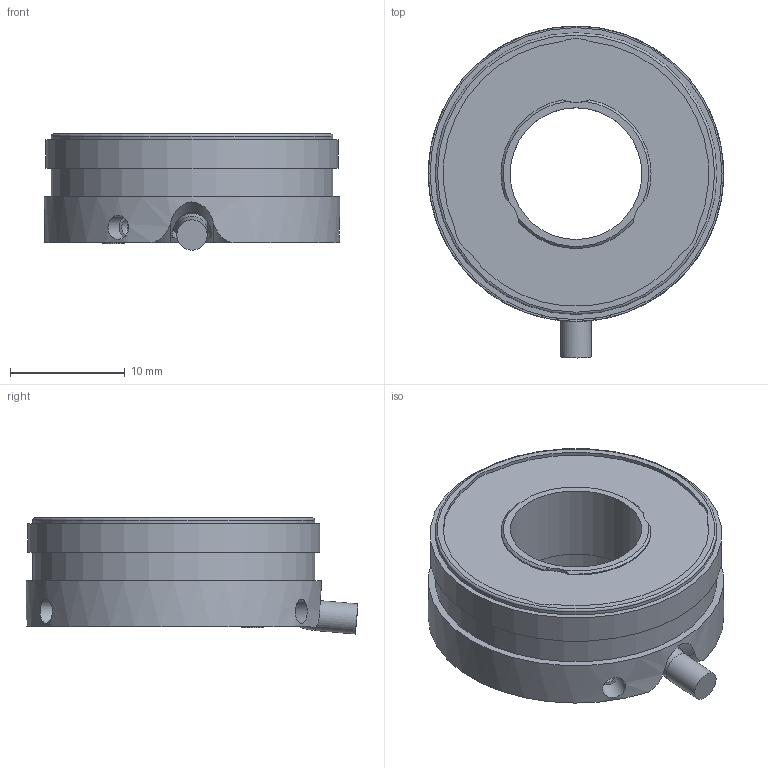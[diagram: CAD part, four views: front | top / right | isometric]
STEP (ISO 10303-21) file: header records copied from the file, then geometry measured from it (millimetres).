
FILE_DESCRIPTION(/* description */ ('>>BEZEICHNUNG<<'),/* implementation_level */ '2;1');
FILE_NAME(/* name */ 'vicolux_RK613_C.stp',/* time_stamp */ '2016-09-21T07:52:10+02:00',/* author */ ('REGENSPURG'),/* organization */ ('Vision & Control'),/* preprocessor_version */ 'ST-DEVELOPER v16.1',/* originating_system */ 'Autodesk Inventor 2016',/* authorisation */ '');
FILE_SCHEMA (('AUTOMOTIVE_DESIGN { 1 0 10303 214 3 1 1 }'));
Length unit declared in the file: millimetre
Products named in the file (1): vicolux_RK613_C
Bounding box: 25.8 x 28.99 x 10.14 mm (x, y, z)
Volume: 3537.1 mm3; surface area: 2239.4 mm2
Topology: 1 solids, 1 shells, 92 faces, 208 edges, 139 vertices
Faces by surface type: plane 41, cylinder 37, cone 12, torus 2
Full cylindrical faces by diameter (mm): 1.567 x6, 1.9 x1, 2 x1, 2.013 x2, 2.1 x3, 2.65 x1, 11.5 x1, 14.05 x1, 24.6 x2, 25.5 x1, 25.8 x1
Entity records: 2736 total; most frequent: CARTESIAN_POINT 760, DIRECTION 382, ORIENTED_EDGE 324, AXIS2_PLACEMENT_3D 166, EDGE_CURVE 162, EDGE_LOOP 146, VERTEX_POINT 124, STYLED_ITEM 93
